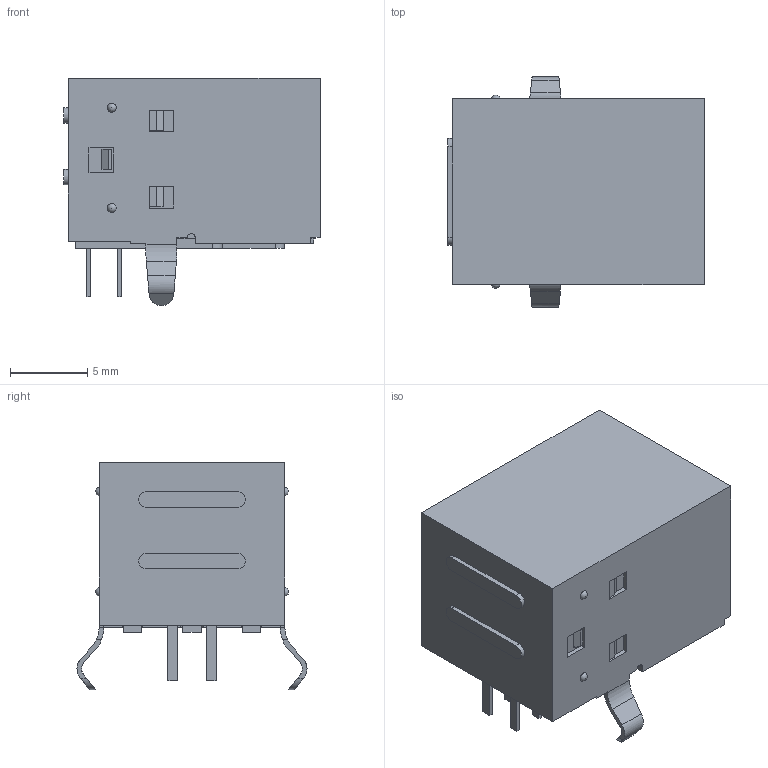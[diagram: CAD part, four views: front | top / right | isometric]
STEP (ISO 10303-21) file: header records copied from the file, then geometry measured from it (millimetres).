
FILE_DESCRIPTION(('FreeCAD Model'),'2;1');
FILE_NAME('USB_B_RightAngle.step','2019-02-23T18:23:57',('kicad StepUp'),( 'ksu MCAD'),'Open CASCADE STEP processor 7.2','FreeCAD','Unknown');
FILE_SCHEMA(('AUTOMOTIVE_DESIGN { 1 0 10303 214 1 1 1 1 }'));
Length unit declared in the file: millimetre
Products named in the file (1): USB_B_RightAngle
Bounding box: 16.6 x 14.9 x 14.72 mm (x, y, z)
Volume: 1563 mm3; surface area: 1898.1 mm2
Topology: 1 solids, 1 shells, 326 faces, 908 edges, 602 vertices
Faces by surface type: plane 273, cylinder 49, sphere 4
Entity records: 12636 total; most frequent: CARTESIAN_POINT 1853, ORIENTED_EDGE 1808, DIRECTION 1674, EDGE_CURVE 904, LINE 780, VECTOR 780, VERTEX_POINT 602, AXIS2_PLACEMENT_3D 447
